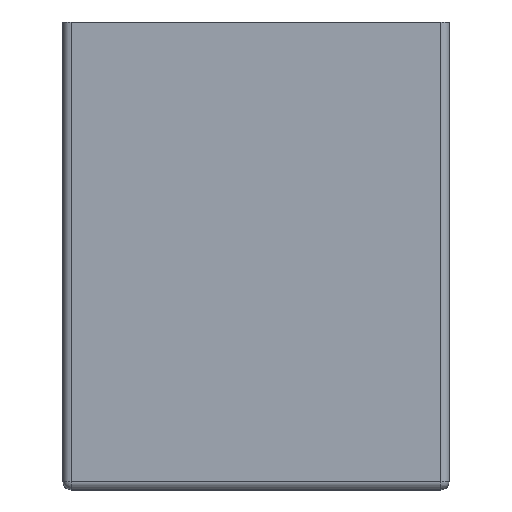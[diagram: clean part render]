
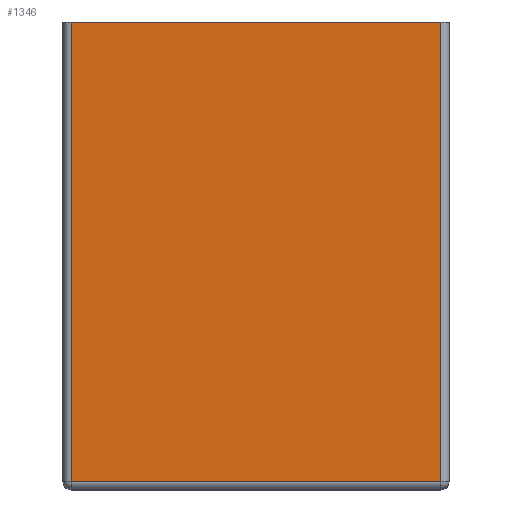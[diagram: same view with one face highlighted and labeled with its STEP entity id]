
A CAD part, top view. The second image highlights one B-rep face of the part: STEP entity #1346.
In plain terms, the highlighted planar face has unit normal (0, 0, 1).
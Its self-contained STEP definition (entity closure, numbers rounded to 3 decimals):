
#1346 = ADVANCED_FACE('',(#1347),#1381,.T.);
#1347 = FACE_BOUND('',#1348,.T.);
#1348 = EDGE_LOOP('',(#1349,#1359,#1367,#1375));
#1349 = ORIENTED_EDGE('',*,*,#1350,.F.);
#1350 = EDGE_CURVE('',#1351,#1353,#1355,.T.);
#1351 = VERTEX_POINT('',#1352);
#1352 = CARTESIAN_POINT('',(0.2,0.,7.));
#1353 = VERTEX_POINT('',#1354);
#1354 = CARTESIAN_POINT('',(9.3,0.,7.));
#1355 = LINE('',#1356,#1357);
#1356 = CARTESIAN_POINT('',(0.,0.,7.));
#1357 = VECTOR('',#1358,1.);
#1358 = DIRECTION('',(1.,0.,0.));
#1359 = ORIENTED_EDGE('',*,*,#1360,.T.);
#1360 = EDGE_CURVE('',#1351,#1361,#1363,.T.);
#1361 = VERTEX_POINT('',#1362);
#1362 = CARTESIAN_POINT('',(0.2,-11.3,7.));
#1363 = LINE('',#1364,#1365);
#1364 = CARTESIAN_POINT('',(0.2,0.,7.));
#1365 = VECTOR('',#1366,1.);
#1366 = DIRECTION('',(0.,-1.,0.));
#1367 = ORIENTED_EDGE('',*,*,#1368,.T.);
#1368 = EDGE_CURVE('',#1361,#1369,#1371,.T.);
#1369 = VERTEX_POINT('',#1370);
#1370 = CARTESIAN_POINT('',(9.3,-11.3,7.));
#1371 = LINE('',#1372,#1373);
#1372 = CARTESIAN_POINT('',(0.,-11.3,7.));
#1373 = VECTOR('',#1374,1.);
#1374 = DIRECTION('',(1.,0.,0.));
#1375 = ORIENTED_EDGE('',*,*,#1376,.F.);
#1376 = EDGE_CURVE('',#1353,#1369,#1377,.T.);
#1377 = LINE('',#1378,#1379);
#1378 = CARTESIAN_POINT('',(9.3,0.,7.));
#1379 = VECTOR('',#1380,1.);
#1380 = DIRECTION('',(0.,-1.,0.));
#1381 = PLANE('',#1382);
#1382 = AXIS2_PLACEMENT_3D('',#1383,#1384,#1385);
#1383 = CARTESIAN_POINT('',(0.,0.,7.));
#1384 = DIRECTION('',(0.,0.,1.));
#1385 = DIRECTION('',(1.,0.,0.));
